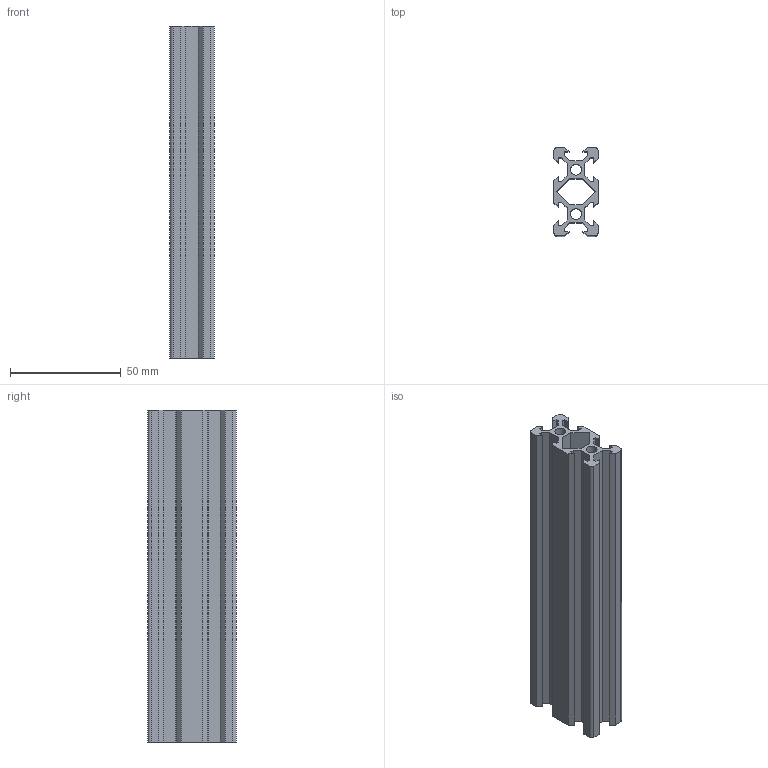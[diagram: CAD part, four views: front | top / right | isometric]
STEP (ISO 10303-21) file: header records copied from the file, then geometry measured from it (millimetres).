
FILE_DESCRIPTION (( 'STEP AP203' ), '1' );
FILE_NAME ('Ïðîôèëü V-slot 20x40.STEP', '2023-01-28T07:16:09', ( 'NICK' ), ( '' ), 'SwSTEP 2.0', 'SolidWorks 2022', '' );
FILE_SCHEMA (( 'CONFIG_CONTROL_DESIGN' ));
Length unit declared in the file: millimetre
Products named in the file (1): Профиль V-slot 20x40
Bounding box: 20 x 40 x 150 mm (x, y, z)
Volume: 46239.2 mm3; surface area: 43568.5 mm2
Topology: 1 solids, 1 shells, 80 faces, 234 edges, 156 vertices
Faces by surface type: plane 72, cylinder 8
Entity records: 2703 total; most frequent: CARTESIAN_POINT 471, ORIENTED_EDGE 468, DIRECTION 412, EDGE_CURVE 234, LINE 218, VECTOR 218, VERTEX_POINT 156, AXIS2_PLACEMENT_3D 97
